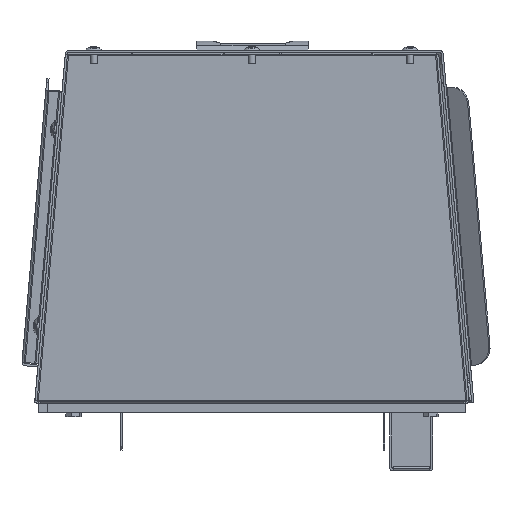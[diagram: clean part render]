
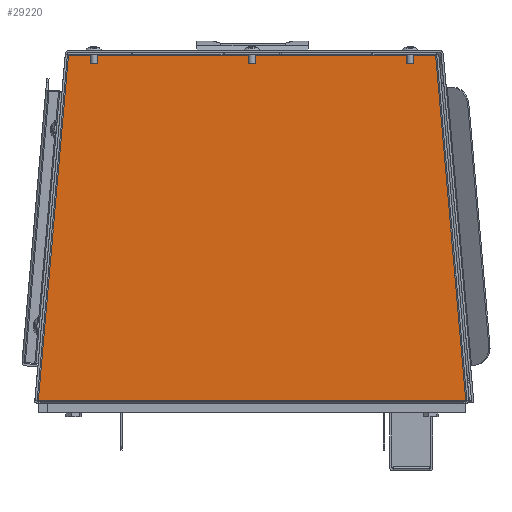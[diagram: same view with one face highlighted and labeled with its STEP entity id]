
A CAD part, front view. The second image highlights one B-rep face of the part: STEP entity #29220.
In plain terms, the highlighted planar face has unit normal (0, -1, 0).
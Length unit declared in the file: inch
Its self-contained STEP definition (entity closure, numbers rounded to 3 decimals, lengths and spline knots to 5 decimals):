
#848 = VERTEX_POINT ( 'NONE', #45606 ) ;
#1520 = ORIENTED_EDGE ( 'NONE', *, *, #4874, .F. ) ;
#1610 = CARTESIAN_POINT ( 'NONE',  ( -4.94782, 0.58799, 4.72161 ) ) ;
#3614 = VECTOR ( 'NONE', #51238, 39.37008 ) ;
#4578 = DIRECTION ( 'NONE',  ( -0.087, 0., 0.996 ) ) ;
#4874 = EDGE_CURVE ( 'NONE', #6662, #848, #47626, .T. ) ;
#5606 = VERTEX_POINT ( 'NONE', #8350 ) ;
#6607 = EDGE_LOOP ( 'NONE', ( #10218, #6617, #1520, #64470, #40349, #48801 ) ) ;
#6617 = ORIENTED_EDGE ( 'NONE', *, *, #36520, .T. ) ;
#6662 = VERTEX_POINT ( 'NONE', #49754 ) ;
#8350 = CARTESIAN_POINT ( 'NONE',  ( -5.75744, 0.58799, -4.53239 ) ) ;
#10218 = ORIENTED_EDGE ( 'NONE', *, *, #16240, .T. ) ;
#12175 = DIRECTION ( 'NONE',  ( -0.087, 0., 0.996 ) ) ;
#12786 = DIRECTION ( 'NONE',  ( -1., 0., 0. ) ) ;
#13107 = CARTESIAN_POINT ( 'NONE',  ( 5.66844, 0.58799, -4.53239 ) ) ;
#13885 = CARTESIAN_POINT ( 'NONE',  ( 4.9168, 0.58799, 4.72161 ) ) ;
#14362 = DIRECTION ( 'NONE',  ( -1., 0., 0. ) ) ;
#16240 = EDGE_CURVE ( 'NONE', #19303, #5606, #60827, .T. ) ;
#19303 = VERTEX_POINT ( 'NONE', #39083 ) ;
#21894 = CARTESIAN_POINT ( 'NONE',  ( 5.66844, 0.58799, -4.53239 ) ) ;
#21939 = VECTOR ( 'NONE', #12786, 39.37008 ) ;
#22481 = VECTOR ( 'NONE', #4578, 39.37008 ) ;
#22709 = VECTOR ( 'NONE', #45818, 39.37008 ) ;
#22724 = EDGE_CURVE ( 'NONE', #61980, #19303, #45565, .T. ) ;
#22878 = AXIS2_PLACEMENT_3D ( 'NONE', #40515, #60551, #12175 ) ;
#29220 = ADVANCED_FACE ( 'NONE', ( #46688 ), #35577, .T. ) ;
#29908 = LINE ( 'NONE', #49931, #22481 ) ;
#35392 = CARTESIAN_POINT ( 'NONE',  ( 4.9168, 0.58799, 4.72161 ) ) ;
#35577 = PLANE ( 'NONE',  #22878 ) ;
#36016 = LINE ( 'NONE', #21894, #43838 ) ;
#36520 = EDGE_CURVE ( 'NONE', #5606, #848, #50729, .T. ) ;
#37742 = EDGE_CURVE ( 'NONE', #6662, #48246, #36016, .T. ) ;
#39083 = CARTESIAN_POINT ( 'NONE',  ( -4.94782, 0.58799, 4.72161 ) ) ;
#39864 = EDGE_CURVE ( 'NONE', #48246, #61980, #29908, .T. ) ;
#40349 = ORIENTED_EDGE ( 'NONE', *, *, #39864, .T. ) ;
#40515 = CARTESIAN_POINT ( 'NONE',  ( -5.69946, 0.58799, -4.57678 ) ) ;
#40589 = CARTESIAN_POINT ( 'NONE',  ( -5.75744, 0.58799, -4.53239 ) ) ;
#43838 = VECTOR ( 'NONE', #52084, 39.37008 ) ;
#45565 = LINE ( 'NONE', #35392, #51223 ) ;
#45606 = CARTESIAN_POINT ( 'NONE',  ( -5.69946, 0.58799, -4.53239 ) ) ;
#45818 = DIRECTION ( 'NONE',  ( 1., 0., 0. ) ) ;
#46688 = FACE_OUTER_BOUND ( 'NONE', #6607, .T. ) ;
#47626 = LINE ( 'NONE', #13107, #21939 ) ;
#48246 = VERTEX_POINT ( 'NONE', #62082 ) ;
#48801 = ORIENTED_EDGE ( 'NONE', *, *, #22724, .T. ) ;
#49754 = CARTESIAN_POINT ( 'NONE',  ( 5.66844, 0.58799, -4.53239 ) ) ;
#49931 = CARTESIAN_POINT ( 'NONE',  ( 5.64348, 0.58799, -3.58441 ) ) ;
#50729 = LINE ( 'NONE', #40589, #22709 ) ;
#51223 = VECTOR ( 'NONE', #14362, 39.37008 ) ;
#51238 = DIRECTION ( 'NONE',  ( -0.087, 0., -0.996 ) ) ;
#52084 = DIRECTION ( 'NONE',  ( 1., 0., 0. ) ) ;
#60551 = DIRECTION ( 'NONE',  ( 0., -1., 0. ) ) ;
#60827 = LINE ( 'NONE', #1610, #3614 ) ;
#61980 = VERTEX_POINT ( 'NONE', #13885 ) ;
#62082 = CARTESIAN_POINT ( 'NONE',  ( 5.72642, 0.58799, -4.53239 ) ) ;
#64470 = ORIENTED_EDGE ( 'NONE', *, *, #37742, .T. ) ;
